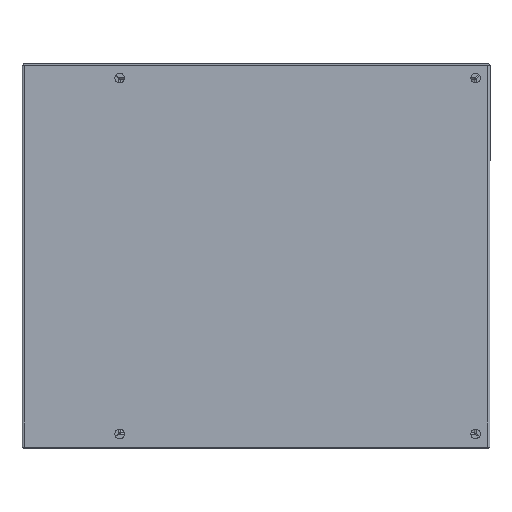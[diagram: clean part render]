
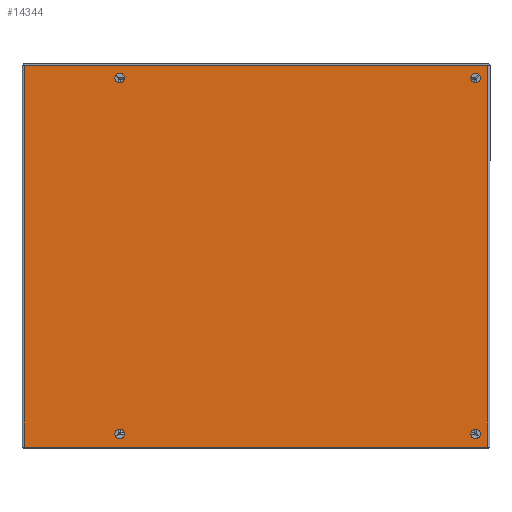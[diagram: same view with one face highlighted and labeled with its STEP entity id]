
A CAD part, left-side view. The second image highlights one B-rep face of the part: STEP entity #14344.
In plain terms, the highlighted face is planar.
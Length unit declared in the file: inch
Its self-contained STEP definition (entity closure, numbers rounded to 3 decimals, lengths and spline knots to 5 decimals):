
#404 = VERTEX_POINT ( 'NONE', #12058 ) ;
#628 = EDGE_CURVE ( 'NONE', #18925, #37187, #25289, .T. ) ;
#635 = CARTESIAN_POINT ( 'NONE',  ( -9.5, 0., 9.221 ) ) ;
#837 = EDGE_LOOP ( 'NONE', ( #19638, #16822 ) ) ;
#982 = CARTESIAN_POINT ( 'NONE',  ( -9.928, 0., -9.957 ) ) ;
#1376 = CARTESIAN_POINT ( 'NONE',  ( 9.5, 0., 9.221 ) ) ;
#1825 = ORIENTED_EDGE ( 'NONE', *, *, #28059, .F. ) ;
#1887 = DIRECTION ( 'NONE',  ( 0., -1., 0. ) ) ;
#2136 = VERTEX_POINT ( 'NONE', #9023 ) ;
#2566 = ORIENTED_EDGE ( 'NONE', *, *, #15382, .F. ) ;
#2982 = DIRECTION ( 'NONE',  ( -1., 0., 0. ) ) ;
#3458 = EDGE_LOOP ( 'NONE', ( #21308, #19339 ) ) ;
#3833 = ORIENTED_EDGE ( 'NONE', *, *, #35491, .F. ) ;
#4495 = PLANE ( 'NONE',  #24145 ) ;
#4982 = ORIENTED_EDGE ( 'NONE', *, *, #12472, .F. ) ;
#6353 = DIRECTION ( 'NONE',  ( 0., 0., -1. ) ) ;
#6383 = AXIS2_PLACEMENT_3D ( 'NONE', #9614, #15270, #6454 ) ;
#6454 = DIRECTION ( 'NONE',  ( -1., 0., 0. ) ) ;
#6511 = EDGE_CURVE ( 'NONE', #404, #8195, #8721, .T. ) ;
#7391 = CARTESIAN_POINT ( 'NONE',  ( 9.928, 0., -9.957 ) ) ;
#8195 = VERTEX_POINT ( 'NONE', #15851 ) ;
#8232 = DIRECTION ( 'NONE',  ( 1., 0., 0. ) ) ;
#8275 = ORIENTED_EDGE ( 'NONE', *, *, #628, .F. ) ;
#8721 = LINE ( 'NONE', #16516, #26667 ) ;
#9002 = DIRECTION ( 'NONE',  ( 0., 0., 1. ) ) ;
#9023 = CARTESIAN_POINT ( 'NONE',  ( -9., 0., -9.279 ) ) ;
#9256 = DIRECTION ( 'NONE',  ( 0., 0., -1. ) ) ;
#9308 = VERTEX_POINT ( 'NONE', #15370 ) ;
#9614 = CARTESIAN_POINT ( 'NONE',  ( 9.25, 0., 9.221 ) ) ;
#9782 = CARTESIAN_POINT ( 'NONE',  ( -9., 0., 9.221 ) ) ;
#9790 = EDGE_CURVE ( 'NONE', #26033, #20698, #36114, .T. ) ;
#10311 = DIRECTION ( 'NONE',  ( -1., 0., 0. ) ) ;
#10768 = CARTESIAN_POINT ( 'NONE',  ( 9.25, 0., -9.029 ) ) ;
#11035 = DIRECTION ( 'NONE',  ( 0., 1., 0. ) ) ;
#11624 = CARTESIAN_POINT ( 'NONE',  ( 9.928, 0., -9.957 ) ) ;
#12058 = CARTESIAN_POINT ( 'NONE',  ( -9.928, 0., -9.921 ) ) ;
#12472 = EDGE_CURVE ( 'NONE', #31775, #23266, #17977, .T. ) ;
#12912 = ORIENTED_EDGE ( 'NONE', *, *, #31158, .F. ) ;
#13900 = CARTESIAN_POINT ( 'NONE',  ( -9.25, 0., -9.279 ) ) ;
#13952 = AXIS2_PLACEMENT_3D ( 'NONE', #30069, #18627, #6353 ) ;
#14130 = DIRECTION ( 'NONE',  ( 0., 1., 0. ) ) ;
#14344 = ADVANCED_FACE ( 'NONE', ( #36873, #35973, #29235, #21627, #27877 ), #4495, .F. ) ;
#14379 = CARTESIAN_POINT ( 'NONE',  ( -9.25, 0., -9.279 ) ) ;
#14436 = LINE ( 'NONE', #11624, #32871 ) ;
#14627 = LINE ( 'NONE', #982, #15544 ) ;
#15125 = CARTESIAN_POINT ( 'NONE',  ( 9.928, 0., 14.19059 ) ) ;
#15270 = DIRECTION ( 'NONE',  ( 0., 1., 0. ) ) ;
#15370 = CARTESIAN_POINT ( 'NONE',  ( -9.5, 0., -9.279 ) ) ;
#15382 = EDGE_CURVE ( 'NONE', #23266, #404, #14627, .T. ) ;
#15544 = VECTOR ( 'NONE', #9256, 39.37008 ) ;
#15851 = CARTESIAN_POINT ( 'NONE',  ( 9.928, 0., -9.921 ) ) ;
#16516 = CARTESIAN_POINT ( 'NONE',  ( 9.928, 0., -9.921 ) ) ;
#16822 = ORIENTED_EDGE ( 'NONE', *, *, #17662, .F. ) ;
#16875 = EDGE_LOOP ( 'NONE', ( #8275, #23284 ) ) ;
#16967 = EDGE_CURVE ( 'NONE', #17442, #33247, #24473, .T. ) ;
#17099 = CARTESIAN_POINT ( 'NONE',  ( 9., 0., 9.221 ) ) ;
#17308 = DIRECTION ( 'NONE',  ( -1., 0., 0. ) ) ;
#17442 = VERTEX_POINT ( 'NONE', #23991 ) ;
#17492 = EDGE_LOOP ( 'NONE', ( #34199, #2566, #4982, #12912 ) ) ;
#17662 = EDGE_CURVE ( 'NONE', #20698, #26033, #20290, .T. ) ;
#17977 = LINE ( 'NONE', #27538, #33281 ) ;
#18524 = AXIS2_PLACEMENT_3D ( 'NONE', #14379, #14130, #2982 ) ;
#18627 = DIRECTION ( 'NONE',  ( 0., 1., 0. ) ) ;
#18823 = AXIS2_PLACEMENT_3D ( 'NONE', #13900, #11035, #36473 ) ;
#18925 = VERTEX_POINT ( 'NONE', #17099 ) ;
#19221 = DIRECTION ( 'NONE',  ( -1., 0., 0. ) ) ;
#19339 = ORIENTED_EDGE ( 'NONE', *, *, #22318, .F. ) ;
#19638 = ORIENTED_EDGE ( 'NONE', *, *, #9790, .F. ) ;
#20290 = CIRCLE ( 'NONE', #32057, 0.25 ) ;
#20404 = CARTESIAN_POINT ( 'NONE',  ( 9.25, 0., 9.221 ) ) ;
#20572 = CIRCLE ( 'NONE', #36994, 0.25 ) ;
#20698 = VERTEX_POINT ( 'NONE', #9782 ) ;
#20801 = DIRECTION ( 'NONE',  ( -1., 0., 0. ) ) ;
#21308 = ORIENTED_EDGE ( 'NONE', *, *, #16967, .F. ) ;
#21627 = FACE_BOUND ( 'NONE', #3458, .T. ) ;
#21942 = DIRECTION ( 'NONE',  ( 0., 0., 1. ) ) ;
#22318 = EDGE_CURVE ( 'NONE', #33247, #17442, #20572, .T. ) ;
#23048 = DIRECTION ( 'NONE',  ( 0., 1., 0. ) ) ;
#23164 = DIRECTION ( 'NONE',  ( 0., 0., -1. ) ) ;
#23266 = VERTEX_POINT ( 'NONE', #23463 ) ;
#23284 = ORIENTED_EDGE ( 'NONE', *, *, #32799, .F. ) ;
#23463 = CARTESIAN_POINT ( 'NONE',  ( -9.928, 0., 14.19059 ) ) ;
#23899 = AXIS2_PLACEMENT_3D ( 'NONE', #28836, #35021, #17308 ) ;
#23991 = CARTESIAN_POINT ( 'NONE',  ( 9.25, 0., -9.529 ) ) ;
#24145 = AXIS2_PLACEMENT_3D ( 'NONE', #7391, #1887, #21942 ) ;
#24473 = CIRCLE ( 'NONE', #13952, 0.25 ) ;
#25289 = CIRCLE ( 'NONE', #6383, 0.25 ) ;
#26033 = VERTEX_POINT ( 'NONE', #635 ) ;
#26398 = DIRECTION ( 'NONE',  ( 0., 1., 0. ) ) ;
#26667 = VECTOR ( 'NONE', #8232, 39.37008 ) ;
#27538 = CARTESIAN_POINT ( 'NONE',  ( 9.928, 0., 14.19059 ) ) ;
#27877 = FACE_BOUND ( 'NONE', #16875, .T. ) ;
#28059 = EDGE_CURVE ( 'NONE', #9308, #2136, #33011, .T. ) ;
#28691 = CARTESIAN_POINT ( 'NONE',  ( 9.25, 0., -9.279 ) ) ;
#28836 = CARTESIAN_POINT ( 'NONE',  ( -9.25, 0., 9.221 ) ) ;
#28908 = CIRCLE ( 'NONE', #31123, 0.25 ) ;
#29235 = FACE_OUTER_BOUND ( 'NONE', #17492, .T. ) ;
#30069 = CARTESIAN_POINT ( 'NONE',  ( 9.25, 0., -9.279 ) ) ;
#30790 = DIRECTION ( 'NONE',  ( 0., 1., 0. ) ) ;
#31123 = AXIS2_PLACEMENT_3D ( 'NONE', #20404, #26398, #20801 ) ;
#31158 = EDGE_CURVE ( 'NONE', #8195, #31775, #14436, .T. ) ;
#31775 = VERTEX_POINT ( 'NONE', #15125 ) ;
#32057 = AXIS2_PLACEMENT_3D ( 'NONE', #33560, #30790, #19221 ) ;
#32210 = EDGE_LOOP ( 'NONE', ( #1825, #3833 ) ) ;
#32799 = EDGE_CURVE ( 'NONE', #37187, #18925, #28908, .T. ) ;
#32871 = VECTOR ( 'NONE', #9002, 39.37008 ) ;
#33011 = CIRCLE ( 'NONE', #18524, 0.25 ) ;
#33247 = VERTEX_POINT ( 'NONE', #10768 ) ;
#33281 = VECTOR ( 'NONE', #10311, 39.37008 ) ;
#33560 = CARTESIAN_POINT ( 'NONE',  ( -9.25, 0., 9.221 ) ) ;
#34199 = ORIENTED_EDGE ( 'NONE', *, *, #6511, .F. ) ;
#34695 = CIRCLE ( 'NONE', #18823, 0.25 ) ;
#35021 = DIRECTION ( 'NONE',  ( 0., 1., 0. ) ) ;
#35491 = EDGE_CURVE ( 'NONE', #2136, #9308, #34695, .T. ) ;
#35973 = FACE_BOUND ( 'NONE', #32210, .T. ) ;
#36114 = CIRCLE ( 'NONE', #23899, 0.25 ) ;
#36473 = DIRECTION ( 'NONE',  ( -1., 0., 0. ) ) ;
#36873 = FACE_BOUND ( 'NONE', #837, .T. ) ;
#36994 = AXIS2_PLACEMENT_3D ( 'NONE', #28691, #23048, #23164 ) ;
#37187 = VERTEX_POINT ( 'NONE', #1376 ) ;
